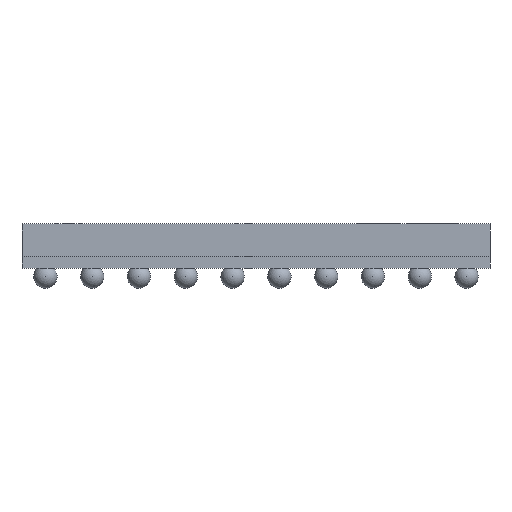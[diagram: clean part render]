
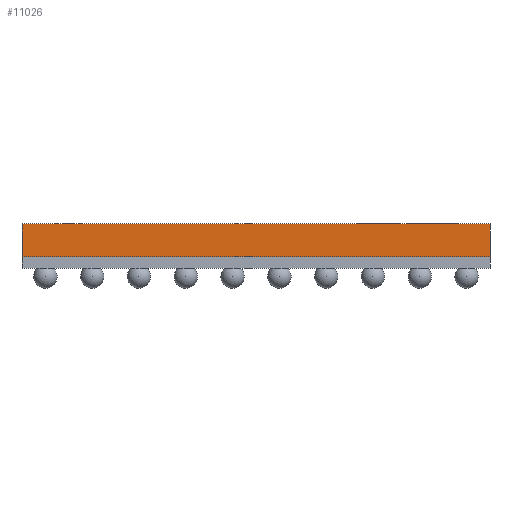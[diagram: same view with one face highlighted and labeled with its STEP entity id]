
A CAD part, front view. The second image highlights one B-rep face of the part: STEP entity #11026.
In plain terms, the highlighted planar face has unit normal (0, -1, 0).
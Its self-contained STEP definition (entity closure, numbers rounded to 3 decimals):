
#1 = LINE ( 'NONE', #1750, #16370 ) ;
#1589 = CARTESIAN_POINT ( 'NONE',  ( -4., -4., 1.1 ) ) ;
#1649 = DIRECTION ( 'NONE',  ( 0., 0., -1. ) ) ;
#1750 = CARTESIAN_POINT ( 'NONE',  ( -4., -4., 1.1 ) ) ;
#2972 = DIRECTION ( 'NONE',  ( 1., 0., 0. ) ) ;
#3314 = DIRECTION ( 'NONE',  ( 0., 0., 1. ) ) ;
#3374 = VERTEX_POINT ( 'NONE', #6674 ) ;
#4826 = EDGE_LOOP ( 'NONE', ( #9472, #6464, #12974, #6514 ) ) ;
#5327 = CARTESIAN_POINT ( 'NONE',  ( -4., -4., 1.1 ) ) ;
#5653 = VECTOR ( 'NONE', #12124, 1000. ) ;
#6171 = FACE_OUTER_BOUND ( 'NONE', #4826, .T. ) ;
#6464 = ORIENTED_EDGE ( 'NONE', *, *, #17902, .F. ) ;
#6514 = ORIENTED_EDGE ( 'NONE', *, *, #12289, .T. ) ;
#6674 = CARTESIAN_POINT ( 'NONE',  ( 4., -4., 0.54 ) ) ;
#6916 = DIRECTION ( 'NONE',  ( 1., 0., 0. ) ) ;
#8843 = CARTESIAN_POINT ( 'NONE',  ( -4., -4., 1.1 ) ) ;
#9034 = LINE ( 'NONE', #10450, #5653 ) ;
#9106 = DIRECTION ( 'NONE',  ( 0., 1., 0. ) ) ;
#9472 = ORIENTED_EDGE ( 'NONE', *, *, #19267, .T. ) ;
#9701 = CARTESIAN_POINT ( 'NONE',  ( 4., -4., 1.1 ) ) ;
#10218 = VECTOR ( 'NONE', #6916, 1000. ) ;
#10450 = CARTESIAN_POINT ( 'NONE',  ( 4., -4., 1.1 ) ) ;
#11026 = ADVANCED_FACE ( 'NONE', ( #6171 ), #15776, .F. ) ;
#12124 = DIRECTION ( 'NONE',  ( 0., 0., -1. ) ) ;
#12289 = EDGE_CURVE ( 'NONE', #19297, #16483, #1, .T. ) ;
#12974 = ORIENTED_EDGE ( 'NONE', *, *, #14217, .F. ) ;
#14217 = EDGE_CURVE ( 'NONE', #19297, #15538, #16230, .T. ) ;
#15538 = VERTEX_POINT ( 'NONE', #9701 ) ;
#15776 = PLANE ( 'NONE',  #19525 ) ;
#15995 = VECTOR ( 'NONE', #2972, 1000. ) ;
#16230 = LINE ( 'NONE', #5327, #10218 ) ;
#16370 = VECTOR ( 'NONE', #1649, 1000. ) ;
#16483 = VERTEX_POINT ( 'NONE', #17105 ) ;
#17105 = CARTESIAN_POINT ( 'NONE',  ( -4., -4., 0.54 ) ) ;
#17902 = EDGE_CURVE ( 'NONE', #15538, #3374, #9034, .T. ) ;
#18458 = LINE ( 'NONE', #20192, #15995 ) ;
#19267 = EDGE_CURVE ( 'NONE', #16483, #3374, #18458, .T. ) ;
#19297 = VERTEX_POINT ( 'NONE', #8843 ) ;
#19525 = AXIS2_PLACEMENT_3D ( 'NONE', #1589, #9106, #3314 ) ;
#20192 = CARTESIAN_POINT ( 'NONE',  ( -4., -4., 0.54 ) ) ;
